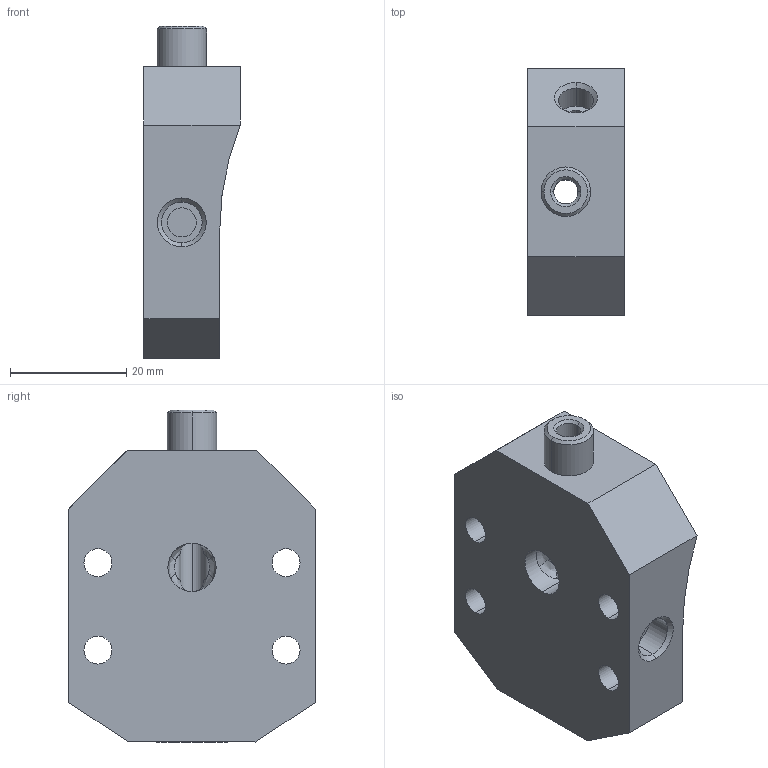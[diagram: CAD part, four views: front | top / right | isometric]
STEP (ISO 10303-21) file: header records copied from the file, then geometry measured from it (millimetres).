
FILE_DESCRIPTION (( 'STEP AP214' ), '1' );
FILE_NAME ('Extrusion Chamber.STEP', '2023-10-12T16:27:55', ( '' ), ( '' ), 'SwSTEP 2.0', 'SolidWorks 2023', '' );
FILE_SCHEMA (( 'AUTOMOTIVE_DESIGN' ));
Length unit declared in the file: millimetre
Products named in the file (1): Extrusion Chamber
Bounding box: 16.5 x 42.3 x 57 mm (x, y, z)
Volume: 24718.1 mm3; surface area: 8214.5 mm2
Topology: 1 solids, 1 shells, 77 faces, 179 edges, 110 vertices
Faces by surface type: cylinder 33, cone 18, plane 16, bspline 8, torus 2
Entity records: 2806 total; most frequent: CARTESIAN_POINT 1025, DIRECTION 369, ORIENTED_EDGE 358, EDGE_CURVE 179, AXIS2_PLACEMENT_3D 148, VERTEX_POINT 110, EDGE_LOOP 95, CIRCLE 78
